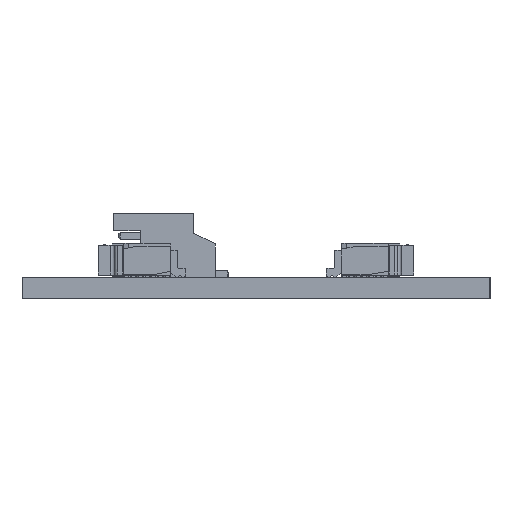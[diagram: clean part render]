
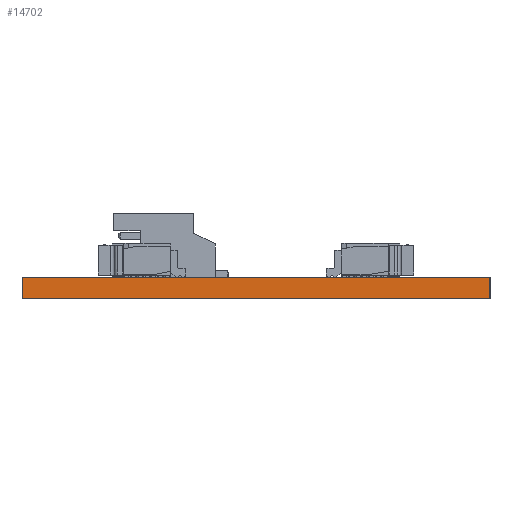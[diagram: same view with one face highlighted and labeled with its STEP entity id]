
A CAD part, left-side view. The second image highlights one B-rep face of the part: STEP entity #14702.
In plain terms, the highlighted planar face has unit normal (-1, 0, 0).
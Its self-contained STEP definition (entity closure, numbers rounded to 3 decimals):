
#182 = EDGE_LOOP ( 'NONE', ( #23870, #54429, #24974, #2328 ) ) ;
#1614 = VERTEX_POINT ( 'NONE', #36975 ) ;
#1757 = EDGE_CURVE ( 'NONE', #1614, #25407, #4491, .T. ) ;
#2328 = ORIENTED_EDGE ( 'NONE', *, *, #1757, .F. ) ;
#4491 = LINE ( 'NONE', #50358, #46738 ) ;
#5748 = DIRECTION ( 'NONE',  ( 0., 0., -1. ) ) ;
#6171 = CARTESIAN_POINT ( 'NONE',  ( -32.5, 17.5, -1.6 ) ) ;
#7471 = DIRECTION ( 'NONE',  ( 1., 0., 0. ) ) ;
#8072 = AXIS2_PLACEMENT_3D ( 'NONE', #48115, #7471, #37004 ) ;
#9323 = VECTOR ( 'NONE', #23408, 1000. ) ;
#9739 = EDGE_CURVE ( 'NONE', #18359, #25407, #16070, .T. ) ;
#10127 = PLANE ( 'NONE',  #8072 ) ;
#10683 = LINE ( 'NONE', #19125, #9323 ) ;
#14702 = ADVANCED_FACE ( 'NONE', ( #25893 ), #10127, .F. ) ;
#15748 = DIRECTION ( 'NONE',  ( 0., 0., 1. ) ) ;
#16070 = LINE ( 'NONE', #49293, #38515 ) ;
#18359 = VERTEX_POINT ( 'NONE', #19617 ) ;
#19125 = CARTESIAN_POINT ( 'NONE',  ( -32.5, 0., -1.6 ) ) ;
#19617 = CARTESIAN_POINT ( 'NONE',  ( -32.5, -17.5, -1.6 ) ) ;
#22585 = CARTESIAN_POINT ( 'NONE',  ( -32.5, 17.5, 0. ) ) ;
#23408 = DIRECTION ( 'NONE',  ( 0., 1., 0. ) ) ;
#23870 = ORIENTED_EDGE ( 'NONE', *, *, #44502, .T. ) ;
#24974 = ORIENTED_EDGE ( 'NONE', *, *, #9739, .T. ) ;
#25178 = DIRECTION ( 'NONE',  ( 0., -1., 0. ) ) ;
#25407 = VERTEX_POINT ( 'NONE', #29495 ) ;
#25893 = FACE_OUTER_BOUND ( 'NONE', #182, .T. ) ;
#26320 = VECTOR ( 'NONE', #5748, 1000. ) ;
#27664 = LINE ( 'NONE', #22585, #26320 ) ;
#29495 = CARTESIAN_POINT ( 'NONE',  ( -32.5, -17.5, 0. ) ) ;
#36975 = CARTESIAN_POINT ( 'NONE',  ( -32.5, 17.5, 0. ) ) ;
#37004 = DIRECTION ( 'NONE',  ( 0., 0., -1. ) ) ;
#38515 = VECTOR ( 'NONE', #15748, 1000. ) ;
#42742 = EDGE_CURVE ( 'NONE', #18359, #53707, #10683, .T. ) ;
#44502 = EDGE_CURVE ( 'NONE', #1614, #53707, #27664, .T. ) ;
#46738 = VECTOR ( 'NONE', #25178, 1000. ) ;
#48115 = CARTESIAN_POINT ( 'NONE',  ( -32.5, 0., 0. ) ) ;
#49293 = CARTESIAN_POINT ( 'NONE',  ( -32.5, -17.5, 0. ) ) ;
#50358 = CARTESIAN_POINT ( 'NONE',  ( -32.5, 0., 0. ) ) ;
#53707 = VERTEX_POINT ( 'NONE', #6171 ) ;
#54429 = ORIENTED_EDGE ( 'NONE', *, *, #42742, .F. ) ;
